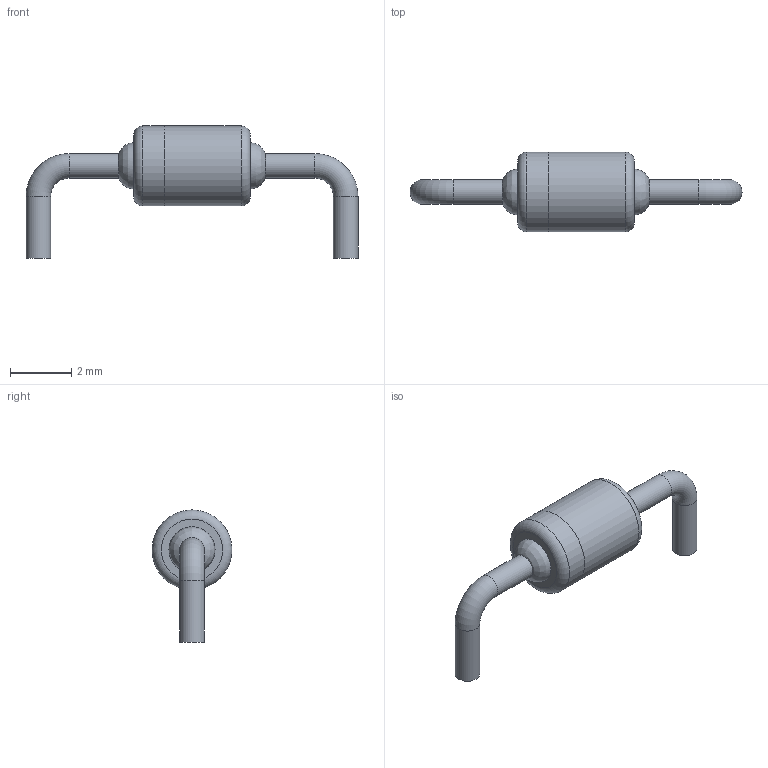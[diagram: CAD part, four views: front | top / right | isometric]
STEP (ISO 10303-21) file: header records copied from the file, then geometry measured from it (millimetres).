
FILE_DESCRIPTION(/* description */ (''),/* implementation_level */ '2;1');
FILE_NAME(/* name */ 'Zener_3V3_TH.step',/* time_stamp */ '2024-10-31T16:16:13+06:00',/* author */ (''),/* organization */ (''),/* preprocessor_version */ 'ST-DEVELOPER v20',/* originating_system */ 'Autodesk Translation Framework v13.20.0.188',/* authorisation */ '');
FILE_SCHEMA (('AUTOMOTIVE_DESIGN { 1 0 10303 214 3 1 1 }'));
Length unit declared in the file: millimetre
Products named in the file (1): (Unsaved)
Bounding box: 10.8 x 2.6 x 4.3 mm (x, y, z)
Volume: 26.4 mm3; surface area: 87.6 mm2
Topology: 6 solids, 6 shells, 24 faces, 34 edges, 22 vertices
Faces by surface type: plane 12, cylinder 6, torus 4, bspline 2
Full cylindrical faces by diameter (mm): 0.8 x4, 2.6 x2
Entity records: 623 total; most frequent: CARTESIAN_POINT 133, DIRECTION 108, ORIENTED_EDGE 68, AXIS2_PLACEMENT_3D 51, EDGE_CURVE 34, CIRCLE 28, FACE_OUTER_BOUND 24, EDGE_LOOP 24
